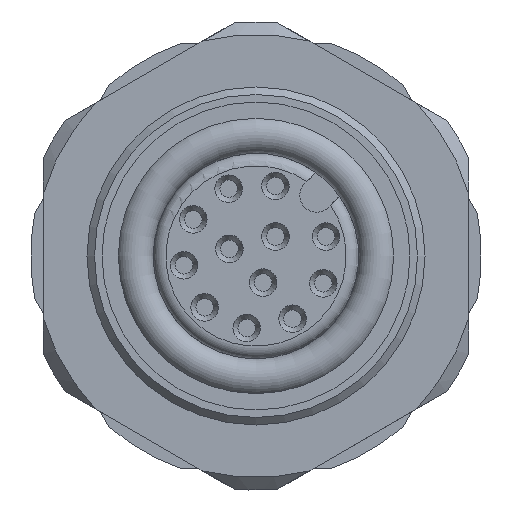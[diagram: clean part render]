
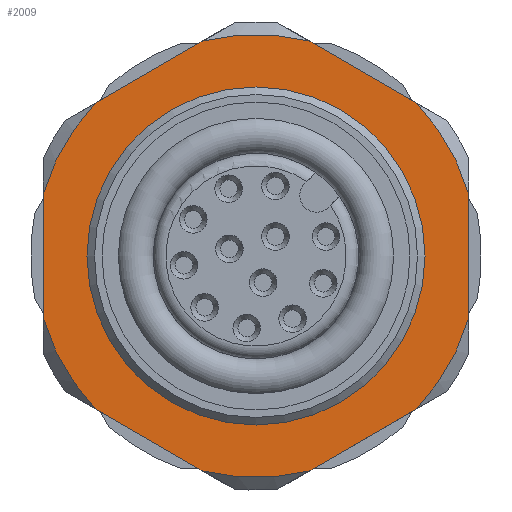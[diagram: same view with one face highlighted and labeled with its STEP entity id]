
A CAD part, front view. The second image highlights one B-rep face of the part: STEP entity #2009.
In plain terms, the highlighted planar face has unit normal (0, -1, 0).
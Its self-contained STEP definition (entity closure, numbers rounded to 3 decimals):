
#268=PLANE('',#2801);
#352=LINE('',#4042,#432);
#353=LINE('',#4047,#433);
#354=LINE('',#4051,#434);
#355=LINE('',#4055,#435);
#356=LINE('',#4059,#436);
#357=LINE('',#4063,#437);
#432=VECTOR('',#3187,1.);
#433=VECTOR('',#3190,1.);
#434=VECTOR('',#3193,1.);
#435=VECTOR('',#3196,1.);
#436=VECTOR('',#3199,1.);
#437=VECTOR('',#3202,1.);
#512=EDGE_LOOP('',(#888));
#513=EDGE_LOOP('',(#889,#890,#891,#892,#893,#894,#895,#896,#897,#898,#899,
#900));
#888=ORIENTED_EDGE('',*,*,#1492,.T.);
#889=ORIENTED_EDGE('',*,*,#1493,.F.);
#890=ORIENTED_EDGE('',*,*,#1494,.F.);
#891=ORIENTED_EDGE('',*,*,#1495,.F.);
#892=ORIENTED_EDGE('',*,*,#1496,.F.);
#893=ORIENTED_EDGE('',*,*,#1497,.F.);
#894=ORIENTED_EDGE('',*,*,#1498,.F.);
#895=ORIENTED_EDGE('',*,*,#1499,.F.);
#896=ORIENTED_EDGE('',*,*,#1500,.F.);
#897=ORIENTED_EDGE('',*,*,#1501,.F.);
#898=ORIENTED_EDGE('',*,*,#1502,.F.);
#899=ORIENTED_EDGE('',*,*,#1503,.F.);
#900=ORIENTED_EDGE('',*,*,#1504,.F.);
#1492=EDGE_CURVE('',#2537,#2537,#1794,.T.);
#1493=EDGE_CURVE('',#2538,#2539,#352,.T.);
#1494=EDGE_CURVE('',#2540,#2538,#1795,.T.);
#1495=EDGE_CURVE('',#2541,#2540,#353,.T.);
#1496=EDGE_CURVE('',#2542,#2541,#1796,.T.);
#1497=EDGE_CURVE('',#2543,#2542,#354,.T.);
#1498=EDGE_CURVE('',#2544,#2543,#1797,.T.);
#1499=EDGE_CURVE('',#2545,#2544,#355,.T.);
#1500=EDGE_CURVE('',#2546,#2545,#1798,.T.);
#1501=EDGE_CURVE('',#2547,#2546,#356,.T.);
#1502=EDGE_CURVE('',#2548,#2547,#1799,.T.);
#1503=EDGE_CURVE('',#2549,#2548,#357,.T.);
#1504=EDGE_CURVE('',#2539,#2549,#1800,.T.);
#1794=CIRCLE('',#2794,6.75);
#1795=CIRCLE('',#2795,8.85);
#1796=CIRCLE('',#2796,8.85);
#1797=CIRCLE('',#2797,8.85);
#1798=CIRCLE('',#2798,8.85);
#1799=CIRCLE('',#2799,8.85);
#1800=CIRCLE('',#2800,8.85);
#2009=ADVANCED_FACE('',(#2229,#2230),#268,.F.);
#2229=FACE_BOUND('',#512,.T.);
#2230=FACE_BOUND('',#513,.T.);
#2537=VERTEX_POINT('',#4041);
#2538=VERTEX_POINT('',#4043);
#2539=VERTEX_POINT('',#4044);
#2540=VERTEX_POINT('',#4046);
#2541=VERTEX_POINT('',#4048);
#2542=VERTEX_POINT('',#4050);
#2543=VERTEX_POINT('',#4052);
#2544=VERTEX_POINT('',#4054);
#2545=VERTEX_POINT('',#4056);
#2546=VERTEX_POINT('',#4058);
#2547=VERTEX_POINT('',#4060);
#2548=VERTEX_POINT('',#4062);
#2549=VERTEX_POINT('',#4064);
#2794=AXIS2_PLACEMENT_3D('',#4040,#3185,#3186);
#2795=AXIS2_PLACEMENT_3D('',#4045,#3188,#3189);
#2796=AXIS2_PLACEMENT_3D('',#4049,#3191,#3192);
#2797=AXIS2_PLACEMENT_3D('',#4053,#3194,#3195);
#2798=AXIS2_PLACEMENT_3D('',#4057,#3197,#3198);
#2799=AXIS2_PLACEMENT_3D('',#4061,#3200,#3201);
#2800=AXIS2_PLACEMENT_3D('',#4065,#3203,#3204);
#2801=AXIS2_PLACEMENT_3D('',#4066,#3205,#3206);
#3185=DIRECTION('',(0.,1.,0.));
#3186=DIRECTION('',(0.5,0.,-0.866));
#3187=DIRECTION('',(0.866,0.,-0.5));
#3188=DIRECTION('',(0.,1.,0.));
#3189=DIRECTION('',(0.5,0.,-0.866));
#3190=DIRECTION('',(0.866,0.,0.5));
#3191=DIRECTION('',(0.,1.,0.));
#3192=DIRECTION('',(0.5,0.,-0.866));
#3193=DIRECTION('',(0.,0.,1.));
#3194=DIRECTION('',(0.,1.,0.));
#3195=DIRECTION('',(0.5,0.,-0.866));
#3196=DIRECTION('',(-0.866,0.,0.5));
#3197=DIRECTION('',(0.,1.,0.));
#3198=DIRECTION('',(0.5,0.,-0.866));
#3199=DIRECTION('',(-0.866,0.,-0.5));
#3200=DIRECTION('',(0.,1.,0.));
#3201=DIRECTION('',(0.5,0.,-0.866));
#3202=DIRECTION('',(0.,0.,-1.));
#3203=DIRECTION('',(0.,1.,0.));
#3204=DIRECTION('',(0.5,0.,-0.866));
#3205=DIRECTION('',(0.,1.,0.));
#3206=DIRECTION('',(0.5,0.,-0.866));
#4040=CARTESIAN_POINT('',(0.,6.5,0.));
#4041=CARTESIAN_POINT('',(3.375,6.5,-5.846));
#4042=CARTESIAN_POINT('',(1.327,6.5,9.049));
#4043=CARTESIAN_POINT('',(2.116,6.5,8.593));
#4044=CARTESIAN_POINT('',(6.384,6.5,6.129));
#4045=CARTESIAN_POINT('',(0.,6.5,0.));
#4046=CARTESIAN_POINT('',(-2.116,6.5,8.593));
#4047=CARTESIAN_POINT('',(-10.096,6.5,3.986));
#4048=CARTESIAN_POINT('',(-6.384,6.5,6.129));
#4049=CARTESIAN_POINT('',(0.,6.5,0.));
#4050=CARTESIAN_POINT('',(-8.5,6.5,2.464));
#4051=CARTESIAN_POINT('',(-8.5,6.5,-3.375));
#4052=CARTESIAN_POINT('',(-8.5,6.5,-2.464));
#4053=CARTESIAN_POINT('',(0.,6.5,0.));
#4054=CARTESIAN_POINT('',(-6.384,6.5,-6.129));
#4055=CARTESIAN_POINT('',(-7.173,6.5,-5.674));
#4056=CARTESIAN_POINT('',(-2.116,6.5,-8.593));
#4057=CARTESIAN_POINT('',(0.,6.5,0.));
#4058=CARTESIAN_POINT('',(2.116,6.5,-8.593));
#4059=CARTESIAN_POINT('',(-1.596,6.5,-10.736));
#4060=CARTESIAN_POINT('',(6.384,6.5,-6.129));
#4061=CARTESIAN_POINT('',(0.,6.5,0.));
#4062=CARTESIAN_POINT('',(8.5,6.5,-2.464));
#4063=CARTESIAN_POINT('',(8.5,6.5,-3.375));
#4064=CARTESIAN_POINT('',(8.5,6.5,2.464));
#4065=CARTESIAN_POINT('',(0.,6.5,0.));
#4066=CARTESIAN_POINT('',(-5.846,6.5,-3.375));
